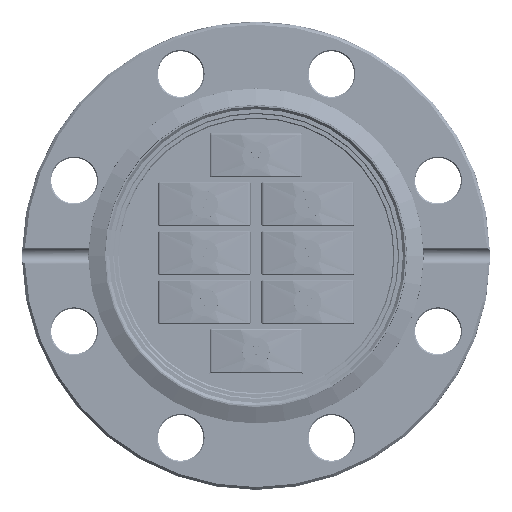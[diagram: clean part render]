
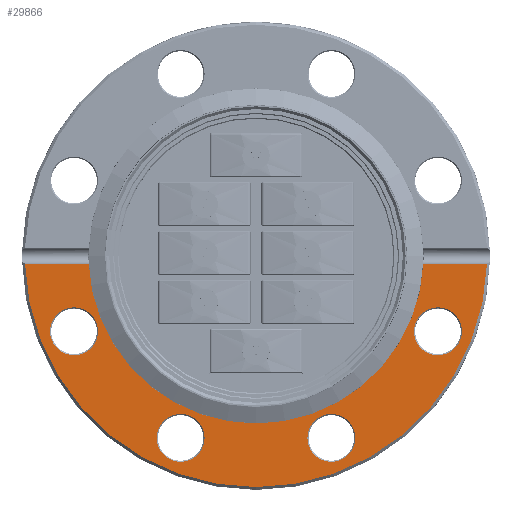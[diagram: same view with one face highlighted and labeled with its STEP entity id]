
A CAD part, top view. The second image highlights one B-rep face of the part: STEP entity #29866.
In plain terms, the highlighted planar face has unit normal (0, 0, 1).
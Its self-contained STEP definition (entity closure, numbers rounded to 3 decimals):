
#1110 = AXIS2_PLACEMENT_3D ( 'NONE', #52773, #11575, #42757 ) ;
#1273 = VECTOR ( 'NONE', #28403, 1000. ) ;
#1678 = DIRECTION ( 'NONE',  ( 0., 0., -1. ) ) ;
#1809 = CIRCLE ( 'NONE', #16009, 4.4 ) ;
#3233 = EDGE_LOOP ( 'NONE', ( #46437 ) ) ;
#5552 = ORIENTED_EDGE ( 'NONE', *, *, #50463, .F. ) ;
#5974 = EDGE_CURVE ( 'NONE', #57947, #47638, #41759, .T. ) ;
#6432 = DIRECTION ( 'NONE',  ( 0., 0., 1. ) ) ;
#8899 = EDGE_CURVE ( 'NONE', #40503, #47638, #51196, .T. ) ;
#10285 = CARTESIAN_POINT ( 'NONE',  ( 43., -1.414, 0. ) ) ;
#11486 = CIRCLE ( 'NONE', #43698, 4.4 ) ;
#11575 = DIRECTION ( 'NONE',  ( 0., 0., -1. ) ) ;
#11593 = LINE ( 'NONE', #51641, #35104 ) ;
#11886 = CARTESIAN_POINT ( 'NONE',  ( 42.476, -1.414, 0. ) ) ;
#14564 = FACE_BOUND ( 'NONE', #3233, .T. ) ;
#15264 = EDGE_LOOP ( 'NONE', ( #23122 ) ) ;
#15929 = DIRECTION ( 'NONE',  ( 0., 1., 0. ) ) ;
#15995 = CARTESIAN_POINT ( 'NONE',  ( -30.768, -1.414, 0. ) ) ;
#16009 = AXIS2_PLACEMENT_3D ( 'NONE', #29119, #56392, #46629 ) ;
#16501 = CARTESIAN_POINT ( 'NONE',  ( 0., 0., 0. ) ) ;
#16962 = CARTESIAN_POINT ( 'NONE',  ( -33.444, -9.453, 0. ) ) ;
#17947 = EDGE_CURVE ( 'NONE', #48995, #48995, #11486, .T. ) ;
#19049 = ORIENTED_EDGE ( 'NONE', *, *, #35745, .T. ) ;
#19327 = FACE_BOUND ( 'NONE', #32436, .T. ) ;
#23122 = ORIENTED_EDGE ( 'NONE', *, *, #54564, .T. ) ;
#23468 = EDGE_LOOP ( 'NONE', ( #19049 ) ) ;
#24090 = DIRECTION ( 'NONE',  ( 0., 1., 0. ) ) ;
#24858 = CARTESIAN_POINT ( 'NONE',  ( -42.476, -1.414, 0. ) ) ;
#25406 = ORIENTED_EDGE ( 'NONE', *, *, #8899, .T. ) ;
#25844 = CARTESIAN_POINT ( 'NONE',  ( 33.444, -9.453, 0. ) ) ;
#28403 = DIRECTION ( 'NONE',  ( 1., 0., 0. ) ) ;
#29119 = CARTESIAN_POINT ( 'NONE',  ( 33.444, -13.853, 0. ) ) ;
#29866 = ADVANCED_FACE ( 'NONE', ( #37151, #14564, #41028, #19327, #55528 ), #32710, .F. ) ;
#32436 = EDGE_LOOP ( 'NONE', ( #34536 ) ) ;
#32710 = PLANE ( 'NONE',  #45722 ) ;
#33734 = CARTESIAN_POINT ( 'NONE',  ( 0., 0., 0. ) ) ;
#34136 = VERTEX_POINT ( 'NONE', #52219 ) ;
#34328 = DIRECTION ( 'NONE',  ( 0., -1., 0. ) ) ;
#34536 = ORIENTED_EDGE ( 'NONE', *, *, #17947, .T. ) ;
#35104 = VECTOR ( 'NONE', #51356, 1000. ) ;
#35745 = EDGE_CURVE ( 'NONE', #56670, #56670, #52234, .T. ) ;
#36572 = CARTESIAN_POINT ( 'NONE',  ( 0., 0., 0. ) ) ;
#37151 = FACE_BOUND ( 'NONE', #15264, .T. ) ;
#37865 = DIRECTION ( 'NONE',  ( 0., 1., 0. ) ) ;
#38894 = CARTESIAN_POINT ( 'NONE',  ( -13.853, -29.044, 0. ) ) ;
#40503 = VERTEX_POINT ( 'NONE', #24858 ) ;
#40920 = EDGE_LOOP ( 'NONE', ( #57123, #5552, #49252, #25406 ) ) ;
#41028 = FACE_BOUND ( 'NONE', #23468, .T. ) ;
#41759 = LINE ( 'NONE', #10285, #1273 ) ;
#42321 = CARTESIAN_POINT ( 'NONE',  ( -33.444, -13.853, 0. ) ) ;
#42757 = DIRECTION ( 'NONE',  ( 0., 1., 0. ) ) ;
#43550 = VERTEX_POINT ( 'NONE', #15995 ) ;
#43698 = AXIS2_PLACEMENT_3D ( 'NONE', #42321, #1678, #37865 ) ;
#44064 = EDGE_CURVE ( 'NONE', #34136, #34136, #53044, .T. ) ;
#44872 = CARTESIAN_POINT ( 'NONE',  ( 30.768, -1.414, 0. ) ) ;
#45081 = VERTEX_POINT ( 'NONE', #25844 ) ;
#45333 = AXIS2_PLACEMENT_3D ( 'NONE', #16501, #51823, #34328 ) ;
#45722 = AXIS2_PLACEMENT_3D ( 'NONE', #36572, #50768, #24090 ) ;
#46437 = ORIENTED_EDGE ( 'NONE', *, *, #44064, .T. ) ;
#46629 = DIRECTION ( 'NONE',  ( 0., 1., 0. ) ) ;
#47638 = VERTEX_POINT ( 'NONE', #11886 ) ;
#48574 = DIRECTION ( 'NONE',  ( 0., 0., -1. ) ) ;
#48995 = VERTEX_POINT ( 'NONE', #16962 ) ;
#49252 = ORIENTED_EDGE ( 'NONE', *, *, #54571, .T. ) ;
#50463 = EDGE_CURVE ( 'NONE', #43550, #57947, #54928, .T. ) ;
#50768 = DIRECTION ( 'NONE',  ( 0., 0., -1. ) ) ;
#51149 = AXIS2_PLACEMENT_3D ( 'NONE', #56589, #48574, #15929 ) ;
#51196 = CIRCLE ( 'NONE', #56884, 42.5 ) ;
#51356 = DIRECTION ( 'NONE',  ( -1., 0., 0. ) ) ;
#51641 = CARTESIAN_POINT ( 'NONE',  ( -43., -1.414, 0. ) ) ;
#51797 = DIRECTION ( 'NONE',  ( 0., 1., 0. ) ) ;
#51823 = DIRECTION ( 'NONE',  ( 0., 0., 1. ) ) ;
#52219 = CARTESIAN_POINT ( 'NONE',  ( 13.853, -29.044, 0. ) ) ;
#52234 = CIRCLE ( 'NONE', #1110, 4.4 ) ;
#52773 = CARTESIAN_POINT ( 'NONE',  ( -13.853, -33.444, 0. ) ) ;
#53044 = CIRCLE ( 'NONE', #51149, 4.4 ) ;
#54564 = EDGE_CURVE ( 'NONE', #45081, #45081, #1809, .T. ) ;
#54571 = EDGE_CURVE ( 'NONE', #43550, #40503, #11593, .T. ) ;
#54928 = CIRCLE ( 'NONE', #45333, 30.8 ) ;
#55528 = FACE_OUTER_BOUND ( 'NONE', #40920, .T. ) ;
#56392 = DIRECTION ( 'NONE',  ( 0., 0., -1. ) ) ;
#56589 = CARTESIAN_POINT ( 'NONE',  ( 13.853, -33.444, 0. ) ) ;
#56670 = VERTEX_POINT ( 'NONE', #38894 ) ;
#56884 = AXIS2_PLACEMENT_3D ( 'NONE', #33734, #6432, #51797 ) ;
#57123 = ORIENTED_EDGE ( 'NONE', *, *, #5974, .F. ) ;
#57947 = VERTEX_POINT ( 'NONE', #44872 ) ;
